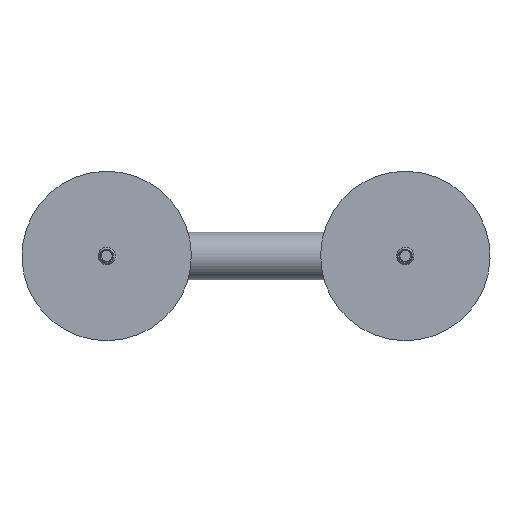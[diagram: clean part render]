
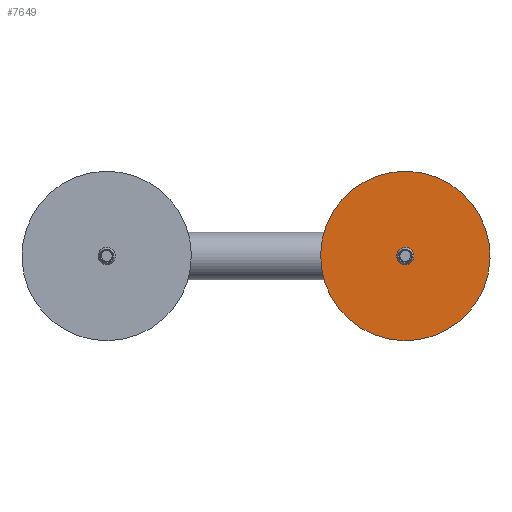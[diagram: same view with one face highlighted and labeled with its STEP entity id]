
A CAD part, front view. The second image highlights one B-rep face of the part: STEP entity #7649.
In plain terms, the highlighted planar face has unit normal (0, -1, 0).
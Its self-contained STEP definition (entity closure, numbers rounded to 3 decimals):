
#29 = DIRECTION ( 'NONE',  ( 0., 1., 0. ) ) ;
#191 = AXIS2_PLACEMENT_3D ( 'NONE', #925, #7461, #853 ) ;
#634 = AXIS2_PLACEMENT_3D ( 'NONE', #8158, #29, #6473 ) ;
#654 = DIRECTION ( 'NONE',  ( 0., 1., 0. ) ) ;
#853 = DIRECTION ( 'NONE',  ( 0., 0., 1. ) ) ;
#925 = CARTESIAN_POINT ( 'NONE',  ( 0., 0., 0. ) ) ;
#1049 = ORIENTED_EDGE ( 'NONE', *, *, #6005, .F. ) ;
#1563 = CARTESIAN_POINT ( 'NONE',  ( 0., 0., 6. ) ) ;
#1739 = CARTESIAN_POINT ( 'NONE',  ( 0., 0., 0. ) ) ;
#1947 = VERTEX_POINT ( 'NONE', #4098 ) ;
#2334 = CIRCLE ( 'NONE', #191, 6. ) ;
#2549 = VERTEX_POINT ( 'NONE', #4080 ) ;
#2554 = VERTEX_POINT ( 'NONE', #3404 ) ;
#2743 = AXIS2_PLACEMENT_3D ( 'NONE', #7236, #9695, #9571 ) ;
#3148 = EDGE_LOOP ( 'NONE', ( #1049, #8224 ) ) ;
#3404 = CARTESIAN_POINT ( 'NONE',  ( 0., 0., -59. ) ) ;
#4080 = CARTESIAN_POINT ( 'NONE',  ( 0., 0., 59. ) ) ;
#4098 = CARTESIAN_POINT ( 'NONE',  ( 0., 0., -6. ) ) ;
#4188 = DIRECTION ( 'NONE',  ( 0., 0., 1. ) ) ;
#4380 = FACE_BOUND ( 'NONE', #9182, .T. ) ;
#4840 = PLANE ( 'NONE',  #634 ) ;
#6005 = EDGE_CURVE ( 'NONE', #2554, #2549, #9715, .T. ) ;
#6143 = AXIS2_PLACEMENT_3D ( 'NONE', #1739, #7404, #4188 ) ;
#6473 = DIRECTION ( 'NONE',  ( 0., 0., 1. ) ) ;
#6573 = CIRCLE ( 'NONE', #2743, 59. ) ;
#7047 = EDGE_CURVE ( 'NONE', #2549, #2554, #6573, .T. ) ;
#7152 = DIRECTION ( 'NONE',  ( 0., 0., 1. ) ) ;
#7236 = CARTESIAN_POINT ( 'NONE',  ( 0., 0., 0. ) ) ;
#7404 = DIRECTION ( 'NONE',  ( 0., 1., 0. ) ) ;
#7461 = DIRECTION ( 'NONE',  ( 0., 1., 0. ) ) ;
#7634 = CIRCLE ( 'NONE', #6143, 6. ) ;
#7649 = ADVANCED_FACE ( 'NONE', ( #4380, #10245 ), #4840, .F. ) ;
#8082 = ORIENTED_EDGE ( 'NONE', *, *, #10136, .T. ) ;
#8158 = CARTESIAN_POINT ( 'NONE',  ( 0., 0., 0. ) ) ;
#8224 = ORIENTED_EDGE ( 'NONE', *, *, #7047, .F. ) ;
#9150 = ORIENTED_EDGE ( 'NONE', *, *, #9255, .T. ) ;
#9182 = EDGE_LOOP ( 'NONE', ( #8082, #9150 ) ) ;
#9255 = EDGE_CURVE ( 'NONE', #1947, #9558, #7634, .T. ) ;
#9558 = VERTEX_POINT ( 'NONE', #1563 ) ;
#9571 = DIRECTION ( 'NONE',  ( 0., 0., 1. ) ) ;
#9576 = AXIS2_PLACEMENT_3D ( 'NONE', #10381, #654, #7152 ) ;
#9695 = DIRECTION ( 'NONE',  ( 0., 1., 0. ) ) ;
#9715 = CIRCLE ( 'NONE', #9576, 59. ) ;
#10136 = EDGE_CURVE ( 'NONE', #9558, #1947, #2334, .T. ) ;
#10245 = FACE_OUTER_BOUND ( 'NONE', #3148, .T. ) ;
#10381 = CARTESIAN_POINT ( 'NONE',  ( 0., 0., 0. ) ) ;
